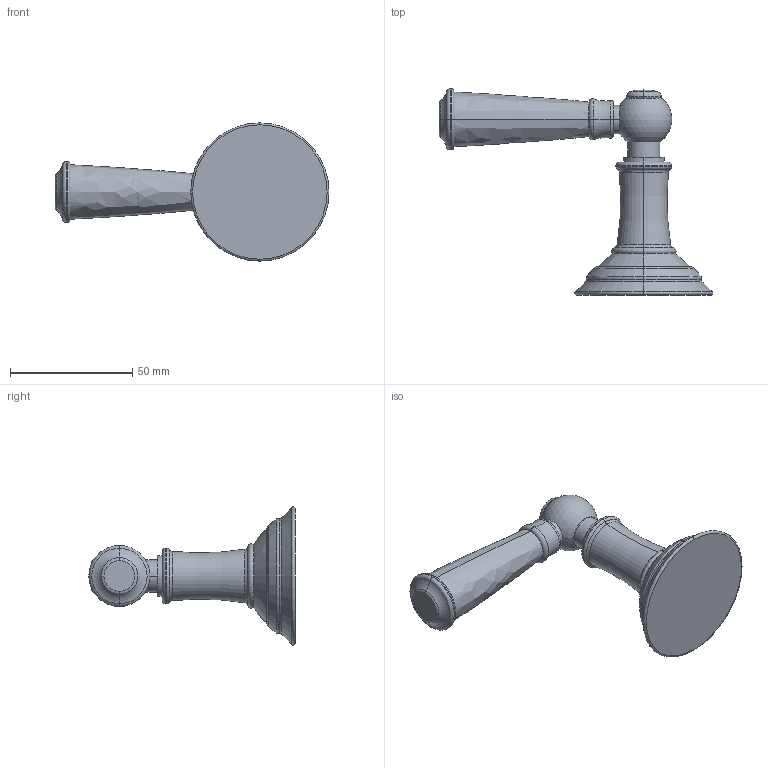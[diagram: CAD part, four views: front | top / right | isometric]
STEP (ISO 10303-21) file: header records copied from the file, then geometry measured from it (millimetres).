
FILE_DESCRIPTION((''),'2;1');
FILE_NAME('3-373','2021-01-01T15:55:50',('jinson.thomas'),(''),'CREO PARAMETRIC BY PTC INC, 2018400','CREO PARAMETRIC BY PTC INC, 2018400','');
FILE_SCHEMA(('CONFIG_CONTROL_DESIGN'));
Length unit declared in the file: inch
Products named in the file (1): 3-373
Bounding box: 112.1 x 84.38 x 56.56 mm (x, y, z)
Volume: 65875.4 mm3; surface area: 14990.6 mm2
Topology: 1 solids, 1 shells, 73 faces, 147 edges, 81 vertices
Faces by surface type: torus 42, cylinder 12, plane 9, bspline 4, sphere 4, cone 2
Entity records: 1998 total; most frequent: DIRECTION 414, CARTESIAN_POINT 359, ORIENTED_EDGE 290, AXIS2_PLACEMENT_3D 200, EDGE_CURVE 145, CIRCLE 131, VERTEX_POINT 81, EDGE_LOOP 80
